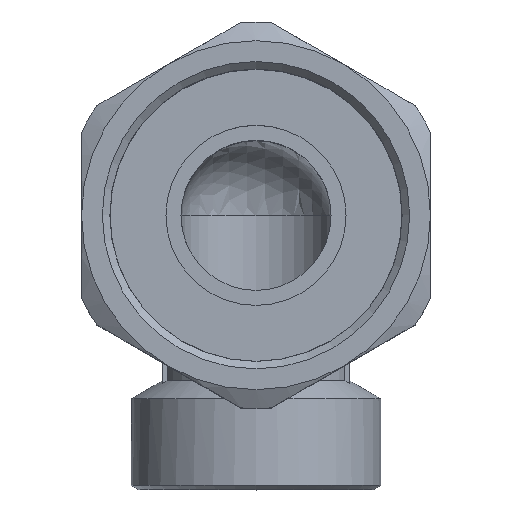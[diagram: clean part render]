
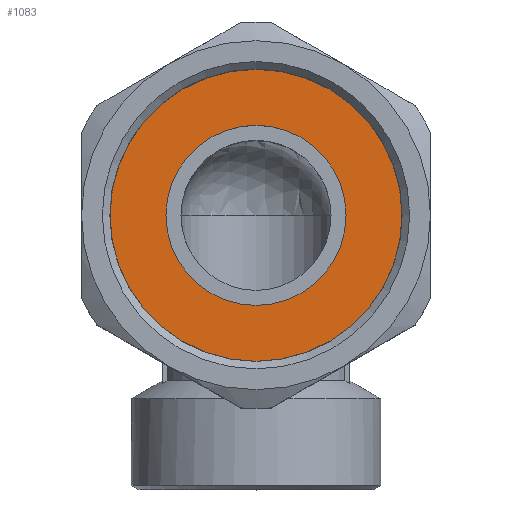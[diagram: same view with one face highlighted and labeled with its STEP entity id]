
A CAD part, top view. The second image highlights one B-rep face of the part: STEP entity #1083.
In plain terms, the highlighted face is planar.
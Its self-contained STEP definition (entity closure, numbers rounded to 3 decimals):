
#225=PLANE('',#1703);
#389=ORIENTED_EDGE('',*,*,#607,.T.);
#390=ORIENTED_EDGE('',*,*,#606,.T.);
#606=EDGE_CURVE('',#727,#727,#812,.T.);
#607=EDGE_CURVE('',#728,#728,#813,.T.);
#727=VERTEX_POINT('',#3244);
#728=VERTEX_POINT('',#3247);
#812=CIRCLE('',#1702,12.);
#813=CIRCLE('',#1704,19.45);
#892=EDGE_LOOP('',(#389));
#893=EDGE_LOOP('',(#390));
#994=FACE_BOUND('',#892,.T.);
#995=FACE_BOUND('',#893,.T.);
#1083=ADVANCED_FACE('',(#994,#995),#225,.F.);
#1702=AXIS2_PLACEMENT_3D('',#3243,#1944,#1945);
#1703=AXIS2_PLACEMENT_3D('',#3245,#1946,#1947);
#1704=AXIS2_PLACEMENT_3D('',#3246,#1948,#1949);
#1944=DIRECTION('',(-1.,0.,0.));
#1945=DIRECTION('',(0.,1.,0.));
#1946=DIRECTION('',(-1.,0.,0.));
#1947=DIRECTION('',(0.,0.,1.));
#1948=DIRECTION('',(1.,0.,0.));
#1949=DIRECTION('',(0.,1.,0.));
#3243=CARTESIAN_POINT('',(43.687,138.,0.));
#3244=CARTESIAN_POINT('',(43.687,150.,0.));
#3245=CARTESIAN_POINT('',(43.687,152.95,0.));
#3246=CARTESIAN_POINT('',(43.687,138.,0.));
#3247=CARTESIAN_POINT('',(43.687,157.45,0.));
